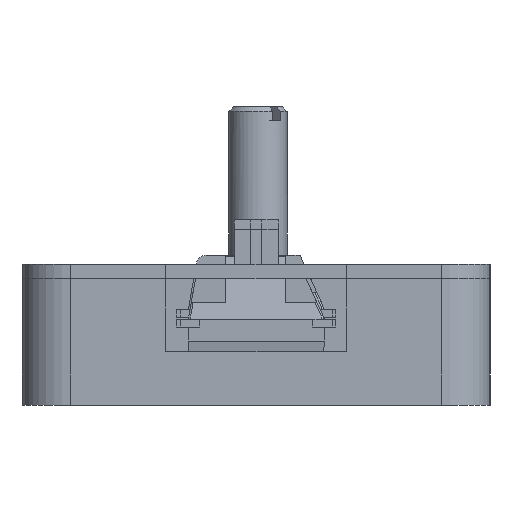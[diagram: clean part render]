
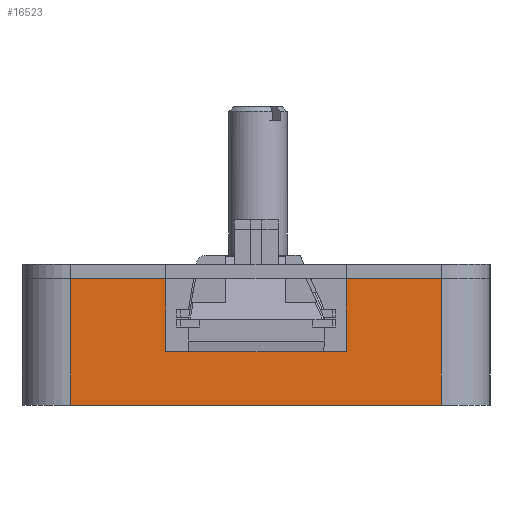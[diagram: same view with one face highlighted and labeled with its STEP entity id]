
A CAD part, left-side view. The second image highlights one B-rep face of the part: STEP entity #16523.
In plain terms, the highlighted planar face has unit normal (-1, 0, 0).
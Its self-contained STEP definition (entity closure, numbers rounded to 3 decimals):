
#1388=PLANE('',#17771);
#2247=FACE_OUTER_BOUND('',#3267,.T.);
#3267=EDGE_LOOP('',(#14803,#14804,#14805,#14806,#14807,#14808,#14809,#14810));
#4817=LINE('',#30244,#6474);
#4823=LINE('',#30256,#6480);
#4825=LINE('',#30259,#6482);
#4831=LINE('',#30271,#6488);
#4835=LINE('',#30286,#6492);
#4840=LINE('',#30306,#6497);
#4841=LINE('',#30309,#6498);
#4842=LINE('',#30310,#6499);
#6474=VECTOR('',#21391,10.);
#6480=VECTOR('',#21399,10.);
#6482=VECTOR('',#21403,10.);
#6488=VECTOR('',#21411,10.);
#6492=VECTOR('',#21423,10.);
#6497=VECTOR('',#21442,10.);
#6498=VECTOR('',#21445,10.);
#6499=VECTOR('',#21446,10.);
#8273=VERTEX_POINT('',#30240);
#8275=VERTEX_POINT('',#30243);
#8278=VERTEX_POINT('',#30250);
#8280=VERTEX_POINT('',#30254);
#8285=VERTEX_POINT('',#30270);
#8292=VERTEX_POINT('',#30284);
#8300=VERTEX_POINT('',#30304);
#8301=VERTEX_POINT('',#30308);
#10513=EDGE_CURVE('',#8275,#8273,#4817,.T.);
#10519=EDGE_CURVE('',#8278,#8280,#4823,.T.);
#10521=EDGE_CURVE('',#8280,#8275,#4825,.T.);
#10527=EDGE_CURVE('',#8278,#8285,#4831,.T.);
#10535=EDGE_CURVE('',#8292,#8273,#4835,.T.);
#10545=EDGE_CURVE('',#8300,#8292,#4840,.T.);
#10546=EDGE_CURVE('',#8300,#8301,#4841,.T.);
#10547=EDGE_CURVE('',#8285,#8301,#4842,.T.);
#14803=ORIENTED_EDGE('',*,*,#10513,.T.);
#14804=ORIENTED_EDGE('',*,*,#10535,.F.);
#14805=ORIENTED_EDGE('',*,*,#10545,.F.);
#14806=ORIENTED_EDGE('',*,*,#10546,.T.);
#14807=ORIENTED_EDGE('',*,*,#10547,.F.);
#14808=ORIENTED_EDGE('',*,*,#10527,.F.);
#14809=ORIENTED_EDGE('',*,*,#10519,.T.);
#14810=ORIENTED_EDGE('',*,*,#10521,.T.);
#16523=ADVANCED_FACE('',(#2247),#1388,.T.);
#17771=AXIS2_PLACEMENT_3D('',#30307,#21443,#21444);
#21391=DIRECTION('',(0.,0.,1.));
#21399=DIRECTION('',(0.,0.,-1.));
#21403=DIRECTION('',(0.,1.,0.));
#21411=DIRECTION('',(0.,-1.,0.));
#21423=DIRECTION('',(0.,-1.,0.));
#21442=DIRECTION('',(0.,0.,1.));
#21443=DIRECTION('center_axis',(-1.,0.,0.));
#21444=DIRECTION('ref_axis',(0.,-1.,0.));
#21445=DIRECTION('',(0.,-1.,0.));
#21446=DIRECTION('',(0.,0.,-1.));
#30240=CARTESIAN_POINT('',(68.659,-66.222,10.));
#30243=CARTESIAN_POINT('',(68.659,-66.222,2.5));
#30244=CARTESIAN_POINT('',(68.659,-66.222,3.5));
#30250=CARTESIAN_POINT('',(68.659,-84.722,10.));
#30254=CARTESIAN_POINT('',(68.659,-84.722,2.5));
#30256=CARTESIAN_POINT('',(68.659,-84.722,3.5));
#30259=CARTESIAN_POINT('',(68.659,-63.45,2.5));
#30270=CARTESIAN_POINT('',(68.659,-94.515,10.));
#30271=CARTESIAN_POINT('',(68.659,-51.428,10.));
#30284=CARTESIAN_POINT('',(68.659,-56.428,10.));
#30286=CARTESIAN_POINT('',(68.659,-51.428,10.));
#30304=CARTESIAN_POINT('',(68.659,-56.428,-3.));
#30306=CARTESIAN_POINT('',(68.659,-56.428,-3.));
#30307=CARTESIAN_POINT('Origin',(68.659,-51.428,-3.));
#30308=CARTESIAN_POINT('',(68.659,-94.515,-3.));
#30309=CARTESIAN_POINT('',(68.659,-51.428,-3.));
#30310=CARTESIAN_POINT('',(68.659,-94.515,-3.));
